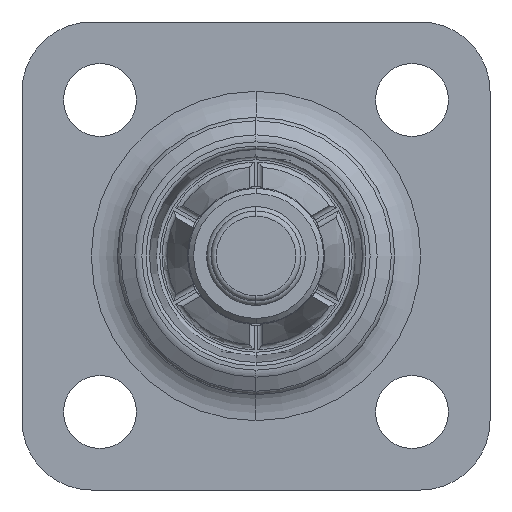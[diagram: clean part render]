
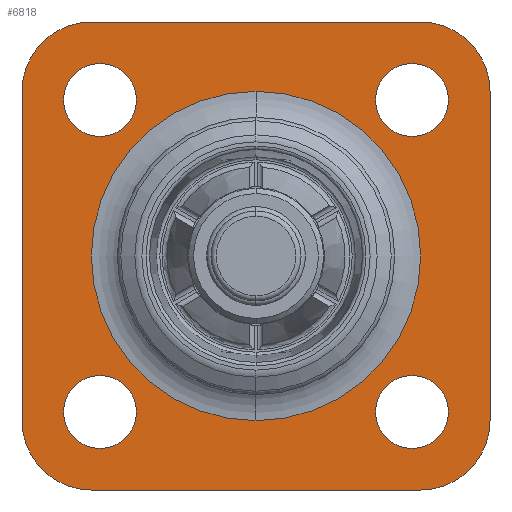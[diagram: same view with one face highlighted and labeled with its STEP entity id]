
A CAD part, left-side view. The second image highlights one B-rep face of the part: STEP entity #6818.
In plain terms, the highlighted planar face has unit normal (-1, 0, 0).
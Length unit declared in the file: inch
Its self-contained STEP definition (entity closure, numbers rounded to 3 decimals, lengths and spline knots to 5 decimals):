
#887=CARTESIAN_POINT('',(0.49213,-0.37402,
-0.37402));
#888=DIRECTION('',(-1.,0.,0.));
#889=DIRECTION('',(0.,0.,-1.));
#890=AXIS2_PLACEMENT_3D('',#887,#888,#889);
#892=DIRECTION('',(0.,-1.,0.));
#893=VECTOR('',#892,0.74803);
#894=CARTESIAN_POINT('',(0.49213,0.37402,
-0.5315));
#895=LINE('',#894,#893);
#896=CARTESIAN_POINT('',(0.49213,0.37402,
-0.37402));
#897=DIRECTION('',(-1.,0.,0.));
#898=DIRECTION('',(0.,1.,0.));
#899=AXIS2_PLACEMENT_3D('',#896,#897,#898);
#901=DIRECTION('',(0.,0.,-1.));
#902=VECTOR('',#901,0.74803);
#903=CARTESIAN_POINT('',(0.49213,0.5315,
0.37402));
#904=LINE('',#903,#902);
#905=CARTESIAN_POINT('',(0.49213,0.37402,
0.37402));
#906=DIRECTION('',(-1.,0.,0.));
#907=DIRECTION('',(0.,0.,1.));
#908=AXIS2_PLACEMENT_3D('',#905,#906,#907);
#910=DIRECTION('',(0.,1.,0.));
#911=VECTOR('',#910,0.74803);
#912=CARTESIAN_POINT('',(0.49213,-0.37402,
0.5315));
#913=LINE('',#912,#911);
#914=CARTESIAN_POINT('',(0.49213,-0.37402,
0.37402));
#915=DIRECTION('',(-1.,0.,0.));
#916=DIRECTION('',(0.,-1.,0.));
#917=AXIS2_PLACEMENT_3D('',#914,#915,#916);
#919=DIRECTION('',(0.,0.,1.));
#920=VECTOR('',#919,0.74803);
#921=CARTESIAN_POINT('',(0.49213,-0.5315,
-0.37402));
#922=LINE('',#921,#920);
#923=CARTESIAN_POINT('',(0.49213,-0.35433,
-0.35433));
#924=DIRECTION('',(-1.,0.,0.));
#925=DIRECTION('',(0.,1.,0.));
#926=AXIS2_PLACEMENT_3D('',#923,#924,#925);
#928=CARTESIAN_POINT('',(0.49213,-0.35433,
-0.35433));
#929=DIRECTION('',(-1.,0.,0.));
#930=DIRECTION('',(0.,-1.,0.));
#931=AXIS2_PLACEMENT_3D('',#928,#929,#930);
#933=CARTESIAN_POINT('',(0.49213,-0.35433,
0.35433));
#934=DIRECTION('',(-1.,0.,0.));
#935=DIRECTION('',(0.,1.,0.));
#936=AXIS2_PLACEMENT_3D('',#933,#934,#935);
#938=CARTESIAN_POINT('',(0.49213,-0.35433,
0.35433));
#939=DIRECTION('',(-1.,0.,0.));
#940=DIRECTION('',(0.,-1.,0.));
#941=AXIS2_PLACEMENT_3D('',#938,#939,#940);
#943=CARTESIAN_POINT('',(0.49213,0.35433,
0.35433));
#944=DIRECTION('',(-1.,0.,0.));
#945=DIRECTION('',(0.,1.,0.));
#946=AXIS2_PLACEMENT_3D('',#943,#944,#945);
#948=CARTESIAN_POINT('',(0.49213,0.35433,
0.35433));
#949=DIRECTION('',(-1.,0.,0.));
#950=DIRECTION('',(0.,-1.,0.));
#951=AXIS2_PLACEMENT_3D('',#948,#949,#950);
#953=CARTESIAN_POINT('',(0.49213,0.35433,
-0.35433));
#954=DIRECTION('',(-1.,0.,0.));
#955=DIRECTION('',(0.,1.,0.));
#956=AXIS2_PLACEMENT_3D('',#953,#954,#955);
#958=CARTESIAN_POINT('',(0.49213,0.35433,
-0.35433));
#959=DIRECTION('',(-1.,0.,0.));
#960=DIRECTION('',(0.,-1.,0.));
#961=AXIS2_PLACEMENT_3D('',#958,#959,#960);
#963=CARTESIAN_POINT('',(0.49213,0.,0.));
#964=DIRECTION('',(-1.,0.,0.));
#965=DIRECTION('',(0.,0.,1.));
#966=AXIS2_PLACEMENT_3D('',#963,#964,#965);
#968=CARTESIAN_POINT('',(0.49213,0.,0.));
#969=DIRECTION('',(-1.,0.,0.));
#970=DIRECTION('',(0.,0.,-1.));
#971=AXIS2_PLACEMENT_3D('',#968,#969,#970);
#5313=CARTESIAN_POINT('',(0.49213,-0.37402,
-0.5315));
#5314=CARTESIAN_POINT('',(0.49213,-0.5315,
-0.37402));
#5315=VERTEX_POINT('',#5313);
#5316=VERTEX_POINT('',#5314);
#5317=CARTESIAN_POINT('',(0.49213,-0.5315,
0.37402));
#5318=CARTESIAN_POINT('',(0.49213,-0.37402,
0.5315));
#5319=VERTEX_POINT('',#5317);
#5320=VERTEX_POINT('',#5318);
#5321=CARTESIAN_POINT('',(0.49213,0.37402,
0.5315));
#5322=CARTESIAN_POINT('',(0.49213,0.5315,
0.37402));
#5323=VERTEX_POINT('',#5321);
#5324=VERTEX_POINT('',#5322);
#5325=CARTESIAN_POINT('',(0.49213,0.5315,
-0.37402));
#5326=CARTESIAN_POINT('',(0.49213,0.37402,
-0.5315));
#5327=VERTEX_POINT('',#5325);
#5328=VERTEX_POINT('',#5326);
#5329=CARTESIAN_POINT('',(0.49213,-0.27165,
-0.35433));
#5330=CARTESIAN_POINT('',(0.49213,-0.43701,
-0.35433));
#5331=VERTEX_POINT('',#5329);
#5332=VERTEX_POINT('',#5330);
#5333=CARTESIAN_POINT('',(0.49213,-0.27165,
0.35433));
#5334=CARTESIAN_POINT('',(0.49213,-0.43701,
0.35433));
#5335=VERTEX_POINT('',#5333);
#5336=VERTEX_POINT('',#5334);
#5337=CARTESIAN_POINT('',(0.49213,0.43701,
0.35433));
#5338=CARTESIAN_POINT('',(0.49213,0.27165,
0.35433));
#5339=VERTEX_POINT('',#5337);
#5340=VERTEX_POINT('',#5338);
#5341=CARTESIAN_POINT('',(0.49213,0.43701,
-0.35433));
#5342=CARTESIAN_POINT('',(0.49213,0.27165,
-0.35433));
#5343=VERTEX_POINT('',#5341);
#5344=VERTEX_POINT('',#5342);
#5381=CARTESIAN_POINT('',(0.49213,0.,0.37402));
#5382=CARTESIAN_POINT('',(0.49213,0.,-0.37402));
#5383=VERTEX_POINT('',#5381);
#5384=VERTEX_POINT('',#5382);
#6766=CARTESIAN_POINT('',(0.49213,0.,0.));
#6767=DIRECTION('',(-1.,0.,0.));
#6768=DIRECTION('',(0.,0.,-1.));
#6769=AXIS2_PLACEMENT_3D('',#6766,#6767,#6768);
#6770=PLANE('',#6769);
#6772=ORIENTED_EDGE('',*,*,#6771,.F.);
#6774=ORIENTED_EDGE('',*,*,#6773,.F.);
#6776=ORIENTED_EDGE('',*,*,#6775,.F.);
#6778=ORIENTED_EDGE('',*,*,#6777,.F.);
#6780=ORIENTED_EDGE('',*,*,#6779,.F.);
#6782=ORIENTED_EDGE('',*,*,#6781,.F.);
#6784=ORIENTED_EDGE('',*,*,#6783,.F.);
#6786=ORIENTED_EDGE('',*,*,#6785,.F.);
#6787=EDGE_LOOP('',(#6772,#6774,#6776,#6778,#6780,#6782,#6784,#6786));
#6788=FACE_OUTER_BOUND('',#6787,.F.);
#6790=ORIENTED_EDGE('',*,*,#6789,.T.);
#6792=ORIENTED_EDGE('',*,*,#6791,.T.);
#6793=EDGE_LOOP('',(#6790,#6792));
#6794=FACE_BOUND('',#6793,.F.);
#6796=ORIENTED_EDGE('',*,*,#6795,.T.);
#6798=ORIENTED_EDGE('',*,*,#6797,.T.);
#6799=EDGE_LOOP('',(#6796,#6798));
#6800=FACE_BOUND('',#6799,.F.);
#6802=ORIENTED_EDGE('',*,*,#6801,.T.);
#6804=ORIENTED_EDGE('',*,*,#6803,.T.);
#6805=EDGE_LOOP('',(#6802,#6804));
#6806=FACE_BOUND('',#6805,.F.);
#6808=ORIENTED_EDGE('',*,*,#6807,.T.);
#6810=ORIENTED_EDGE('',*,*,#6809,.T.);
#6811=EDGE_LOOP('',(#6808,#6810));
#6812=FACE_BOUND('',#6811,.F.);
#6813=ORIENTED_EDGE('',*,*,#6756,.T.);
#6815=ORIENTED_EDGE('',*,*,#6814,.T.);
#6816=EDGE_LOOP('',(#6813,#6815));
#6817=FACE_BOUND('',#6816,.F.);
#6818=ADVANCED_FACE('',(#6788,#6794,#6800,#6806,#6812,#6817),#6770,.T.);
#891=CIRCLE('',#890,0.15748);
#900=CIRCLE('',#899,0.15748);
#909=CIRCLE('',#908,0.15748);
#918=CIRCLE('',#917,0.15748);
#927=CIRCLE('',#926,0.08268);
#932=CIRCLE('',#931,0.08268);
#937=CIRCLE('',#936,0.08268);
#942=CIRCLE('',#941,0.08268);
#947=CIRCLE('',#946,0.08268);
#952=CIRCLE('',#951,0.08268);
#957=CIRCLE('',#956,0.08268);
#962=CIRCLE('',#961,0.08268);
#967=CIRCLE('',#966,0.37402);
#972=CIRCLE('',#971,0.37402);
#6756=EDGE_CURVE('',#5383,#5384,#967,.T.);
#6771=EDGE_CURVE('',#5315,#5316,#891,.T.);
#6773=EDGE_CURVE('',#5328,#5315,#895,.T.);
#6775=EDGE_CURVE('',#5327,#5328,#900,.T.);
#6777=EDGE_CURVE('',#5324,#5327,#904,.T.);
#6779=EDGE_CURVE('',#5323,#5324,#909,.T.);
#6781=EDGE_CURVE('',#5320,#5323,#913,.T.);
#6783=EDGE_CURVE('',#5319,#5320,#918,.T.);
#6785=EDGE_CURVE('',#5316,#5319,#922,.T.);
#6789=EDGE_CURVE('',#5331,#5332,#927,.T.);
#6791=EDGE_CURVE('',#5332,#5331,#932,.T.);
#6795=EDGE_CURVE('',#5335,#5336,#937,.T.);
#6797=EDGE_CURVE('',#5336,#5335,#942,.T.);
#6801=EDGE_CURVE('',#5339,#5340,#947,.T.);
#6803=EDGE_CURVE('',#5340,#5339,#952,.T.);
#6807=EDGE_CURVE('',#5343,#5344,#957,.T.);
#6809=EDGE_CURVE('',#5344,#5343,#962,.T.);
#6814=EDGE_CURVE('',#5384,#5383,#972,.T.);
